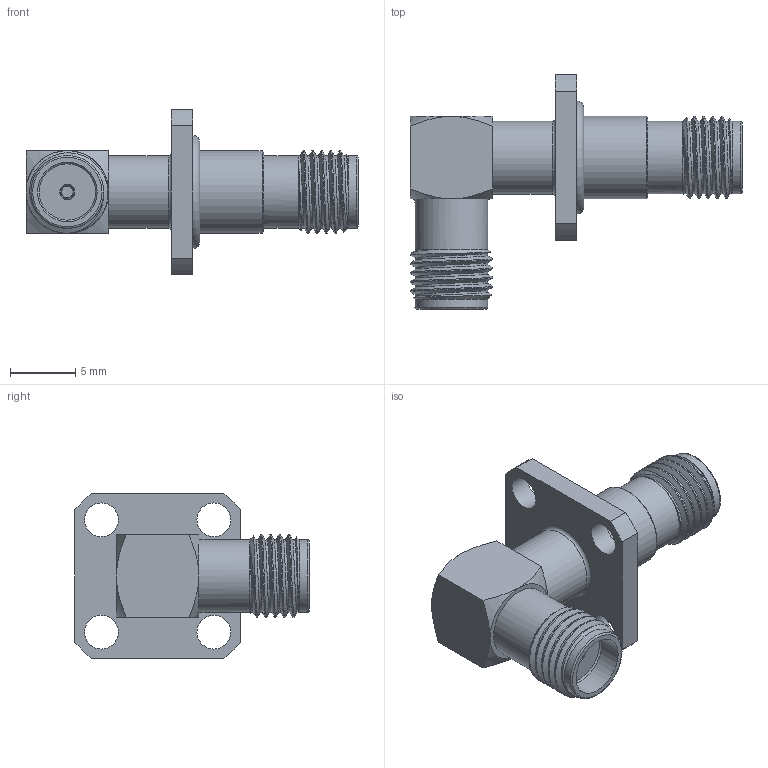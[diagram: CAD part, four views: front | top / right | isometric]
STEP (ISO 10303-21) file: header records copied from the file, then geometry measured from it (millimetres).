
FILE_DESCRIPTION (( 'STEP AP203' ), '1' );
FILE_NAME ('SM5277.step', '2019-11-14T16:23:53', ( '' ), ( '' ), 'SwSTEP 2.0', 'SolidWorks 2018', '' );
FILE_SCHEMA (( 'CONFIG_CONTROL_DESIGN' ));
Length unit declared in the file: inch
Products named in the file (1): SM5277
Bounding box: 25.5 x 17.98 x 12.7 mm (x, y, z)
Volume: 1104.1 mm3; surface area: 1333.2 mm2
Topology: 2 solids, 2 shells, 88 faces, 211 edges, 135 vertices
Faces by surface type: plane 36, cylinder 23, cone 19, bspline 6, torus 4
Full cylindrical faces by diameter (mm): 0.914 x2, 1.168 x2, 2.591 x4, 4.572 x2, 5.582 x4, 5.588 x1, 6.35 x1, 8.89 x1
Entity records: 4709 total; most frequent: CARTESIAN_POINT 2819, DIRECTION 362, ORIENTED_EDGE 348, EDGE_CURVE 174, AXIS2_PLACEMENT_3D 155, EDGE_LOOP 128, VERTEX_POINT 122, FACE_OUTER_BOUND 107
